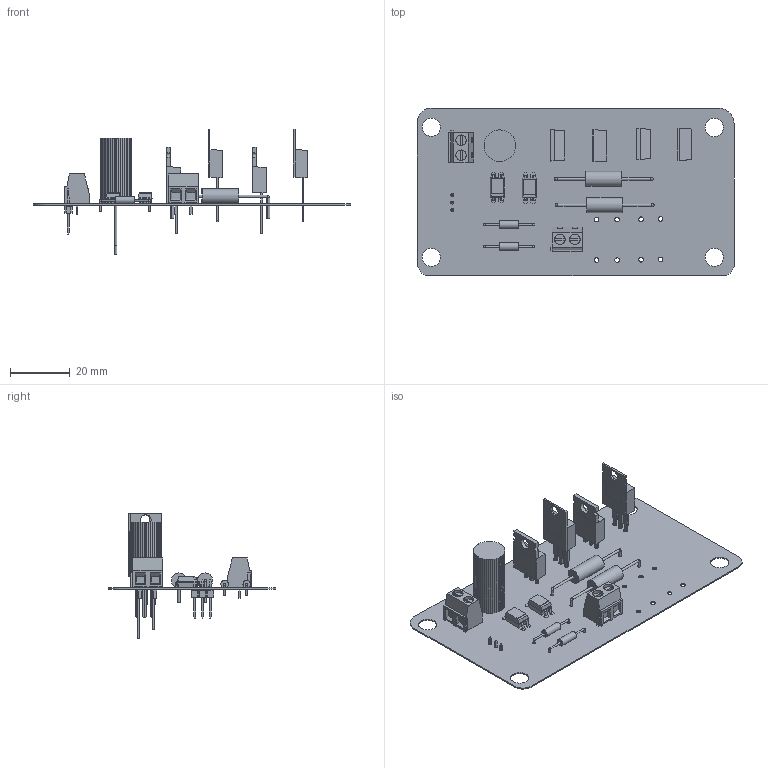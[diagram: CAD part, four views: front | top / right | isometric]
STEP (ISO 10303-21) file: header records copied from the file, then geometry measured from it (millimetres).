
FILE_DESCRIPTION(('Open CASCADE Model'),'2;1');
FILE_NAME('Open CASCADE Shape Model','2022-03-24T18:57:42',('Author'),( 'Open CASCADE'),'Open CASCADE STEP processor 6.8','Open CASCADE 6.8' ,'Unknown');
FILE_SCHEMA(('AUTOMOTIVE_DESIGN { 1 0 10303 214 1 1 1 1 }'));
Length unit declared in the file: millimetre
Products named in the file (48): PCB; Board; Open CASCADE STEP translator 6.8 2.1.1; J3; Conn_Molex_90120-0763_eec; 1; 2; 3; 4; U2; DIP4-OP7; U1; R4; 6143047024; SimpleBody; Sweep1; Sweep2; R3; 6143046944; R2; 6143046624; R1; Q4; 3dmodel; Q3; Q2; Trans_Infineon_IRF5305PBF_eec; Infineon_IRF5305PBF_2; Infineon_IRF5305PBF_1; Infineon_IRF5305PBF_4; Infineon_IRF5305PBF_3; Q1; J2; c-282836-2-h-3d; J1; C1; 6146840288; Extruded; 6146838928; Cylinder ...
Assembly tree (54 placements, depth 4):
  PCB
    Board
      Open CASCADE STEP translator 6.8 2.1.1
    J3
      Conn_Molex_90120-0763_eec
        1
        2
        3
        4
    U2
      DIP4-OP7
    U1
      DIP4-OP7
    R4
      6143047024
        SimpleBody
        Sweep1
        Sweep2
    R3
      6143046944
        SimpleBody
        Sweep1
        Sweep2
    R2
      6143046624
        SimpleBody
        Sweep1
        Sweep2
    R1
      6143046624
        SimpleBody
        Sweep1
        Sweep2
    Q4
      3dmodel
    Q3
      3dmodel
    Q2
      Trans_Infineon_IRF5305PBF_eec
        Infineon_IRF5305PBF_2
        Infineon_IRF5305PBF_1
        Infineon_IRF5305PBF_4
        Infineon_IRF5305PBF_3  x3
    Q1
      Trans_Infineon_IRF5305PBF_eec
        Infineon_IRF5305PBF_2
        Infineon_IRF5305PBF_1
        Infineon_IRF5305PBF_4
        Infineon_IRF5305PBF_3  x3
    J2
      c-282836-2-h-3d
    J1
      c-282836-2-h-3d
    C1
      6146840288
        Extruded
      6146838928
        Cylinder
      6146838688
        Cylinder
Bounding box: 105.76 x 55.96 x 41.98 mm (x, y, z)
Volume: 8492 mm3; surface area: 18391.9 mm2
Topology: 48 solids, 48 shells, 1030 faces, 2646 edges, 1756 vertices
Faces by surface type: plane 889, cylinder 123, torus 14, revolution 4
Full cylindrical faces by diameter (mm): 0.6 x8, 0.65 x2, 0.8 x4, 0.81 x8, 0.9 x2, 1 x7, 1.1 x4, 1.25 x6, 1.35 x6, 1.55 x8, 2.5 x2, 3.5 x2, 3.66 x2, 5 x2, 6.096 x4
Entity records: 21717 total; most frequent: CARTESIAN_POINT 3583, ORIENTED_EDGE 3242, DIRECTION 3181, EDGE_CURVE 1621, LINE 1374, VECTOR 1374, VERTEX_POINT 1071, AXIS2_PLACEMENT_3D 902
